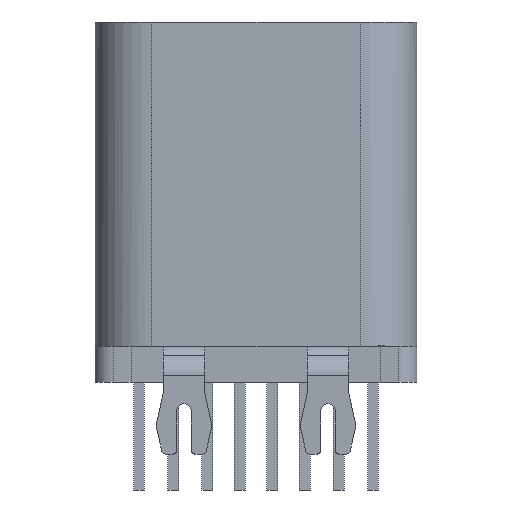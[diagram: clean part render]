
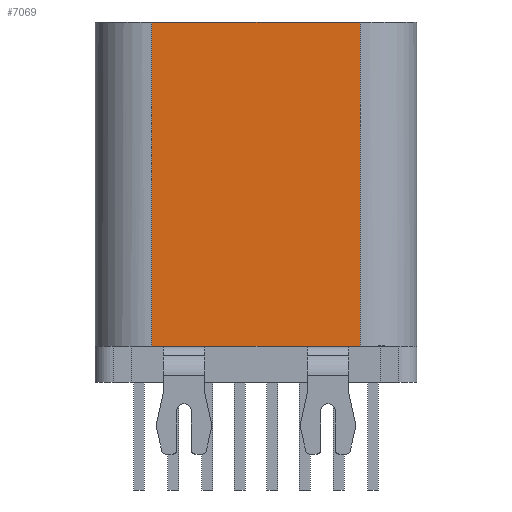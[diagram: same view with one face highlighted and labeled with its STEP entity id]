
A CAD part, front view. The second image highlights one B-rep face of the part: STEP entity #7069.
In plain terms, the highlighted planar face has unit normal (0, -1, 0).
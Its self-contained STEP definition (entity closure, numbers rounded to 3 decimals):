
#695 = EDGE_CURVE ( 'NONE', #14774, #6542, #15254, .T. ) ;
#824 = EDGE_CURVE ( 'NONE', #19613, #2539, #18578, .T. ) ;
#841 = VECTOR ( 'NONE', #10603, 1000. ) ;
#1249 = DIRECTION ( 'NONE',  ( 0., 0., -1. ) ) ;
#1323 = EDGE_CURVE ( 'NONE', #6542, #11893, #18116, .T. ) ;
#1856 = VECTOR ( 'NONE', #17201, 1000. ) ;
#2043 = DIRECTION ( 'NONE',  ( 0., 0., 1. ) ) ;
#2273 = CARTESIAN_POINT ( 'NONE',  ( -2.89, -1.58, 10. ) ) ;
#2381 = CARTESIAN_POINT ( 'NONE',  ( 2.577, -1.58, 1. ) ) ;
#2539 = VERTEX_POINT ( 'NONE', #10406 ) ;
#3211 = EDGE_CURVE ( 'NONE', #14774, #19613, #24378, .T. ) ;
#3529 = LINE ( 'NONE', #16223, #7298 ) ;
#3878 = EDGE_CURVE ( 'NONE', #16236, #9481, #4645, .T. ) ;
#4289 = PLANE ( 'NONE',  #14688 ) ;
#4645 = LINE ( 'NONE', #9379, #20051 ) ;
#4718 = CARTESIAN_POINT ( 'NONE',  ( -2.89, -1.58, 10. ) ) ;
#4960 = ORIENTED_EDGE ( 'NONE', *, *, #16996, .T. ) ;
#5004 = CARTESIAN_POINT ( 'NONE',  ( -2.89, -1.58, 10. ) ) ;
#6271 = LINE ( 'NONE', #16725, #841 ) ;
#6542 = VERTEX_POINT ( 'NONE', #9964 ) ;
#7069 = ADVANCED_FACE ( 'NONE', ( #21293 ), #4289, .F. ) ;
#7298 = VECTOR ( 'NONE', #27008, 1000. ) ;
#7691 = VECTOR ( 'NONE', #14523, 1000. ) ;
#9293 = VECTOR ( 'NONE', #1249, 1000. ) ;
#9379 = CARTESIAN_POINT ( 'NONE',  ( -2.89, -1.58, 1. ) ) ;
#9481 = VERTEX_POINT ( 'NONE', #22626 ) ;
#9964 = CARTESIAN_POINT ( 'NONE',  ( -2.89, -1.58, 1. ) ) ;
#10226 = CARTESIAN_POINT ( 'NONE',  ( -2.577, -1.58, 1. ) ) ;
#10406 = CARTESIAN_POINT ( 'NONE',  ( 2.89, -1.58, 1. ) ) ;
#10603 = DIRECTION ( 'NONE',  ( 1., 0., 0. ) ) ;
#11028 = ORIENTED_EDGE ( 'NONE', *, *, #21241, .F. ) ;
#11652 = ORIENTED_EDGE ( 'NONE', *, *, #3211, .F. ) ;
#11893 = VERTEX_POINT ( 'NONE', #10226 ) ;
#12110 = ORIENTED_EDGE ( 'NONE', *, *, #695, .T. ) ;
#12677 = VECTOR ( 'NONE', #26633, 1000. ) ;
#13102 = ORIENTED_EDGE ( 'NONE', *, *, #19786, .F. ) ;
#13203 = DIRECTION ( 'NONE',  ( 0., 1., 0. ) ) ;
#14523 = DIRECTION ( 'NONE',  ( -1., 0., 0. ) ) ;
#14688 = AXIS2_PLACEMENT_3D ( 'NONE', #4718, #13203, #2043 ) ;
#14774 = VERTEX_POINT ( 'NONE', #19944 ) ;
#15254 = LINE ( 'NONE', #2273, #1856 ) ;
#16223 = CARTESIAN_POINT ( 'NONE',  ( 2.775, -1.58, 1. ) ) ;
#16236 = VERTEX_POINT ( 'NONE', #26920 ) ;
#16604 = LINE ( 'NONE', #25576, #7691 ) ;
#16725 = CARTESIAN_POINT ( 'NONE',  ( -2.89, -1.58, 1. ) ) ;
#16996 = EDGE_CURVE ( 'NONE', #24094, #2539, #6271, .T. ) ;
#17201 = DIRECTION ( 'NONE',  ( 0., 0., -1. ) ) ;
#17563 = ORIENTED_EDGE ( 'NONE', *, *, #1323, .T. ) ;
#18116 = LINE ( 'NONE', #20629, #12677 ) ;
#18578 = LINE ( 'NONE', #26839, #9293 ) ;
#19144 = CARTESIAN_POINT ( 'NONE',  ( 2.89, -1.58, 10. ) ) ;
#19613 = VERTEX_POINT ( 'NONE', #19144 ) ;
#19786 = EDGE_CURVE ( 'NONE', #16236, #11893, #16604, .T. ) ;
#19944 = CARTESIAN_POINT ( 'NONE',  ( -2.89, -1.58, 10. ) ) ;
#20051 = VECTOR ( 'NONE', #22087, 1000. ) ;
#20629 = CARTESIAN_POINT ( 'NONE',  ( -2.89, -1.58, 1. ) ) ;
#20978 = VECTOR ( 'NONE', #26615, 1000. ) ;
#21241 = EDGE_CURVE ( 'NONE', #24094, #9481, #3529, .T. ) ;
#21293 = FACE_OUTER_BOUND ( 'NONE', #23122, .T. ) ;
#22087 = DIRECTION ( 'NONE',  ( 1., 0., 0. ) ) ;
#22626 = CARTESIAN_POINT ( 'NONE',  ( 1.423, -1.58, 1. ) ) ;
#23122 = EDGE_LOOP ( 'NONE', ( #17563, #13102, #27531, #11028, #4960, #27399, #11652, #12110 ) ) ;
#24094 = VERTEX_POINT ( 'NONE', #2381 ) ;
#24378 = LINE ( 'NONE', #5004, #20978 ) ;
#25576 = CARTESIAN_POINT ( 'NONE',  ( -2.775, -1.58, 1. ) ) ;
#26615 = DIRECTION ( 'NONE',  ( 1., 0., 0. ) ) ;
#26633 = DIRECTION ( 'NONE',  ( 1., 0., 0. ) ) ;
#26839 = CARTESIAN_POINT ( 'NONE',  ( 2.89, -1.58, 10. ) ) ;
#26920 = CARTESIAN_POINT ( 'NONE',  ( -1.423, -1.58, 1. ) ) ;
#27008 = DIRECTION ( 'NONE',  ( -1., 0., 0. ) ) ;
#27399 = ORIENTED_EDGE ( 'NONE', *, *, #824, .F. ) ;
#27531 = ORIENTED_EDGE ( 'NONE', *, *, #3878, .T. ) ;
